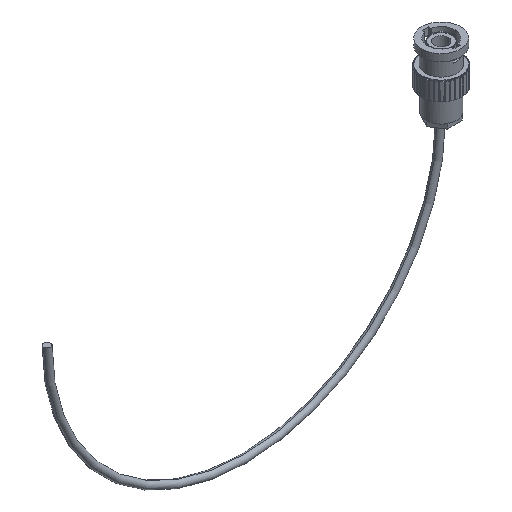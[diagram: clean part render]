
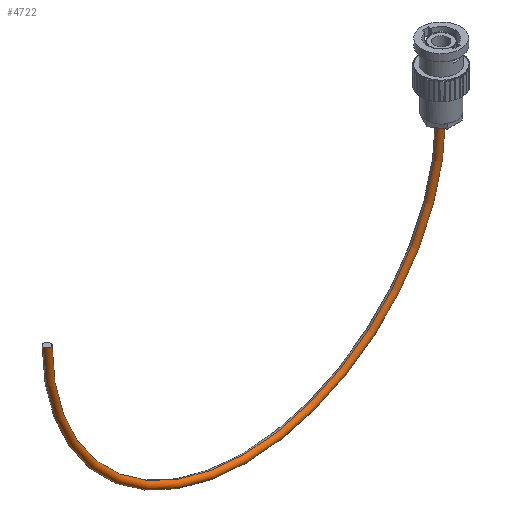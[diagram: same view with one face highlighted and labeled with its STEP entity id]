
A CAD part, isometric view. The second image highlights one B-rep face of the part: STEP entity #4722.
In plain terms, the highlighted toroidal (fillet/blend) face has major radius 70.823 mm and minor radius 1.27 mm.
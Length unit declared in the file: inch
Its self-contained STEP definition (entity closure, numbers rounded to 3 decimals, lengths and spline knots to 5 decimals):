
#823 = VERTEX_POINT ( 'NONE', #7927 ) ;
#1082 = CARTESIAN_POINT ( 'NONE',  ( -5.53644, 0., -0.9779 ) ) ;
#1086 = CARTESIAN_POINT ( 'NONE',  ( 0.04014, 0., -0.9779 ) ) ;
#1100 = CARTESIAN_POINT ( 'NONE',  ( -5.63644, 0., -0.9779 ) ) ;
#2561 = EDGE_LOOP ( 'NONE', ( #6446, #6447, #6448, #6449 ) ) ;
#3700 = AXIS2_PLACEMENT_3D ( 'NONE', #5375, #5376, #5378 ) ;
#3885 = AXIS2_PLACEMENT_3D ( 'NONE', #7783, #7784, #7785 ) ;
#4252 = FACE_OUTER_BOUND ( 'NONE', #2561, .T. ) ;
#4256 = TOROIDAL_SURFACE ( 'NONE', #3700, 2.78829, 0.05 ) ;
#4468 = CIRCLE ( 'NONE', #3885, 2.83829 ) ;
#4500 = CIRCLE ( 'NONE', #6145, 2.73829 ) ;
#4502 = CIRCLE ( 'NONE', #6146, 0.05 ) ;
#4504 = CIRCLE ( 'NONE', #6147, 0.05 ) ;
#4722 = ADVANCED_FACE ( 'NONE', ( #4252 ), #4256, .T. ) ;
#4920 = EDGE_CURVE ( 'NONE', #8063, #8080, #4468, .T. ) ;
#4923 = EDGE_CURVE ( 'NONE', #823, #8067, #4500, .T. ) ;
#4924 = EDGE_CURVE ( 'NONE', #8063, #823, #4502, .T. ) ;
#4925 = EDGE_CURVE ( 'NONE', #8080, #8067, #4504, .T. ) ;
#5375 = CARTESIAN_POINT ( 'NONE',  ( -2.79815, 0., -0.9779 ) ) ;
#5376 = DIRECTION ( 'NONE',  ( 0., 1., 0. ) ) ;
#5378 = DIRECTION ( 'NONE',  ( 0., 0., 1. ) ) ;
#6145 = AXIS2_PLACEMENT_3D ( 'NONE', #7792, #7793, #7794 ) ;
#6146 = AXIS2_PLACEMENT_3D ( 'NONE', #7797, #7798, #7799 ) ;
#6147 = AXIS2_PLACEMENT_3D ( 'NONE', #7802, #7803, #7804 ) ;
#6446 = ORIENTED_EDGE ( 'NONE', *, *, #4920, .F. ) ;
#6447 = ORIENTED_EDGE ( 'NONE', *, *, #4924, .T. ) ;
#6448 = ORIENTED_EDGE ( 'NONE', *, *, #4923, .T. ) ;
#6449 = ORIENTED_EDGE ( 'NONE', *, *, #4925, .F. ) ;
#7783 = CARTESIAN_POINT ( 'NONE',  ( -2.79815, 0., -0.9779 ) ) ;
#7784 = DIRECTION ( 'NONE',  ( 0., 1., 0. ) ) ;
#7785 = DIRECTION ( 'NONE',  ( 0., 0., 1. ) ) ;
#7792 = CARTESIAN_POINT ( 'NONE',  ( -2.79815, 0., -0.9779 ) ) ;
#7793 = DIRECTION ( 'NONE',  ( 0., 1., 0. ) ) ;
#7794 = DIRECTION ( 'NONE',  ( 0., 0., 1. ) ) ;
#7797 = CARTESIAN_POINT ( 'NONE',  ( -0.00986, 0., -0.9779 ) ) ;
#7798 = DIRECTION ( 'NONE',  ( 0., 0., -1. ) ) ;
#7799 = DIRECTION ( 'NONE',  ( -1., 0., 0. ) ) ;
#7802 = CARTESIAN_POINT ( 'NONE',  ( -5.58644, 0., -0.9779 ) ) ;
#7803 = DIRECTION ( 'NONE',  ( 0., 0., 1. ) ) ;
#7804 = DIRECTION ( 'NONE',  ( 1., 0., 0. ) ) ;
#7927 = CARTESIAN_POINT ( 'NONE',  ( -0.05986, 0., -0.9779 ) ) ;
#8063 = VERTEX_POINT ( 'NONE', #1086 ) ;
#8067 = VERTEX_POINT ( 'NONE', #1082 ) ;
#8080 = VERTEX_POINT ( 'NONE', #1100 ) ;
